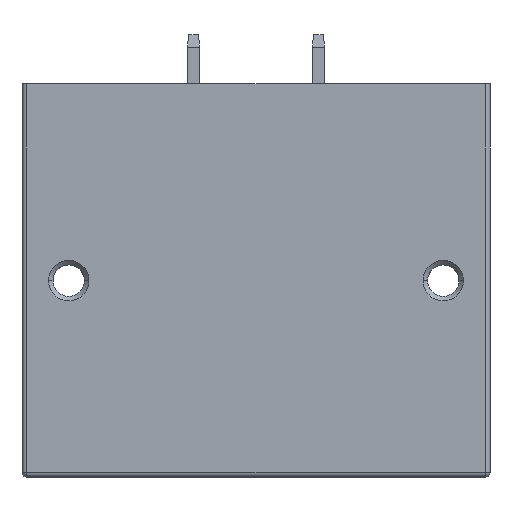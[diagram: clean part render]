
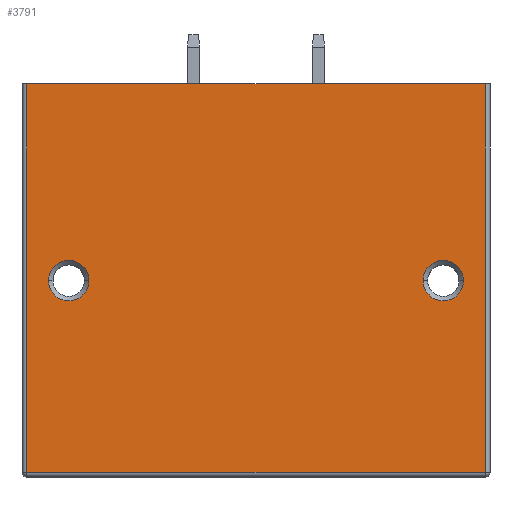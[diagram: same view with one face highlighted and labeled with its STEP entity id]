
A CAD part, left-side view. The second image highlights one B-rep face of the part: STEP entity #3791.
In plain terms, the highlighted planar face has unit normal (-1, 0, 0).
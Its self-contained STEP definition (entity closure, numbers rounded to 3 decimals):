
#142=DIRECTION('',(0.,1.,0.));
#143=VECTOR('',#142,37.28);
#144=CARTESIAN_POINT('',(-6.7,-29.72,16.));
#145=LINE('',#144,#143);
#898=CARTESIAN_POINT('',(-6.7,4.16,0.));
#899=DIRECTION('',(1.,0.,0.));
#900=DIRECTION('',(0.,-1.,0.));
#901=AXIS2_PLACEMENT_3D('',#898,#899,#900);
#903=CARTESIAN_POINT('',(-6.7,4.16,0.));
#904=DIRECTION('',(1.,0.,0.));
#905=DIRECTION('',(0.,1.,0.));
#906=AXIS2_PLACEMENT_3D('',#903,#904,#905);
#908=CARTESIAN_POINT('',(-6.7,-26.32,0.));
#909=DIRECTION('',(-1.,0.,0.));
#910=DIRECTION('',(0.,1.,0.));
#911=AXIS2_PLACEMENT_3D('',#908,#909,#910);
#913=CARTESIAN_POINT('',(-6.7,-26.32,0.));
#914=DIRECTION('',(-1.,0.,0.));
#915=DIRECTION('',(0.,-1.,0.));
#916=AXIS2_PLACEMENT_3D('',#913,#914,#915);
#918=DIRECTION('',(0.,0.,-1.));
#919=VECTOR('',#918,31.6);
#920=CARTESIAN_POINT('',(-6.7,-29.72,16.));
#921=LINE('',#920,#919);
#922=DIRECTION('',(0.,0.,1.));
#923=VECTOR('',#922,31.6);
#924=CARTESIAN_POINT('',(-6.7,7.56,-15.6));
#925=LINE('',#924,#923);
#1011=DIRECTION('',(0.,-1.,0.));
#1012=VECTOR('',#1011,37.28);
#1013=CARTESIAN_POINT('',(-6.7,7.56,-15.6));
#1014=LINE('',#1013,#1012);
#2296=CARTESIAN_POINT('',(-6.7,2.51,0.));
#2297=CARTESIAN_POINT('',(-6.7,5.81,0.));
#2298=VERTEX_POINT('',#2296);
#2299=VERTEX_POINT('',#2297);
#2331=CARTESIAN_POINT('',(-6.7,7.56,16.));
#2333=VERTEX_POINT('',#2331);
#2334=CARTESIAN_POINT('',(-6.7,7.56,-15.6));
#2335=VERTEX_POINT('',#2334);
#2406=CARTESIAN_POINT('',(-6.7,-24.67,0.));
#2407=CARTESIAN_POINT('',(-6.7,-27.97,0.));
#2408=VERTEX_POINT('',#2406);
#2409=VERTEX_POINT('',#2407);
#2442=CARTESIAN_POINT('',(-6.7,-29.72,-15.6));
#2443=VERTEX_POINT('',#2442);
#2444=CARTESIAN_POINT('',(-6.7,-29.72,16.));
#2446=VERTEX_POINT('',#2444);
#3769=CARTESIAN_POINT('',(-6.7,0.,-15.6));
#3770=DIRECTION('',(-1.,0.,0.));
#3771=DIRECTION('',(0.,0.,1.));
#3772=AXIS2_PLACEMENT_3D('',#3769,#3770,#3771);
#3773=PLANE('',#3772);
#3775=ORIENTED_EDGE('',*,*,#3774,.T.);
#3777=ORIENTED_EDGE('',*,*,#3776,.F.);
#3779=ORIENTED_EDGE('',*,*,#3778,.T.);
#3780=ORIENTED_EDGE('',*,*,#2459,.F.);
#3781=EDGE_LOOP('',(#3775,#3777,#3779,#3780));
#3782=FACE_OUTER_BOUND('',#3781,.F.);
#3783=ORIENTED_EDGE('',*,*,#3553,.T.);
#3784=ORIENTED_EDGE('',*,*,#3609,.T.);
#3785=EDGE_LOOP('',(#3783,#3784));
#3786=FACE_BOUND('',#3785,.F.);
#3787=ORIENTED_EDGE('',*,*,#3457,.F.);
#3788=ORIENTED_EDGE('',*,*,#3486,.F.);
#3789=EDGE_LOOP('',(#3787,#3788));
#3790=FACE_BOUND('',#3789,.F.);
#902=CIRCLE('',#901,1.65);
#907=CIRCLE('',#906,1.65);
#912=CIRCLE('',#911,1.65);
#917=CIRCLE('',#916,1.65);
#2459=EDGE_CURVE('',#2446,#2333,#145,.T.);
#3457=EDGE_CURVE('',#2298,#2299,#902,.T.);
#3486=EDGE_CURVE('',#2299,#2298,#907,.T.);
#3553=EDGE_CURVE('',#2408,#2409,#912,.T.);
#3609=EDGE_CURVE('',#2409,#2408,#917,.T.);
#3774=EDGE_CURVE('',#2446,#2443,#921,.T.);
#3776=EDGE_CURVE('',#2335,#2443,#1014,.T.);
#3778=EDGE_CURVE('',#2335,#2333,#925,.T.);
#3791=ADVANCED_FACE('',(#3782,#3786,#3790),#3773,.T.);
